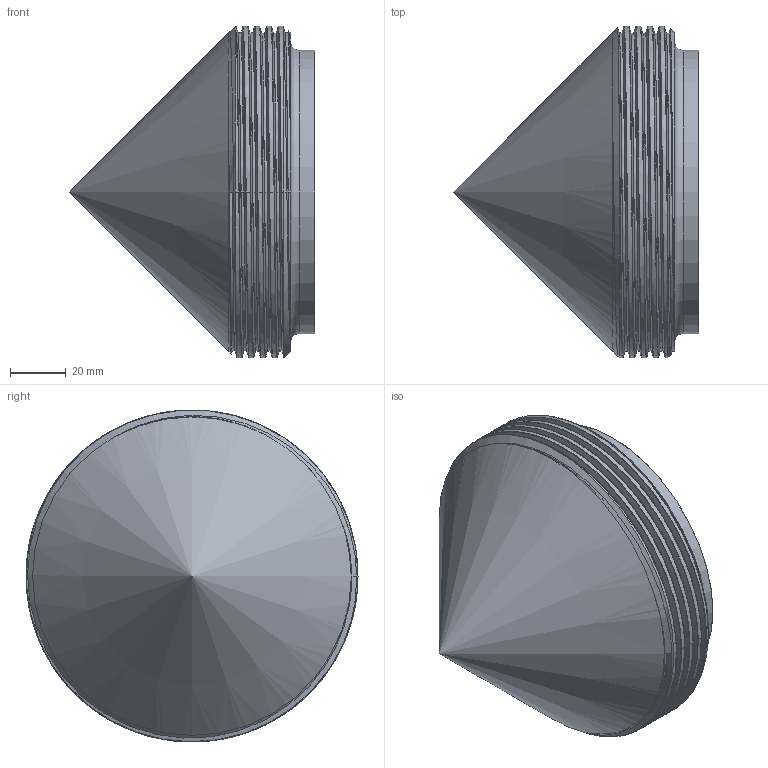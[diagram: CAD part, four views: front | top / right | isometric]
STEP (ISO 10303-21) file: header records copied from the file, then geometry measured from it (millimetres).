
FILE_DESCRIPTION(/* description */ (''),/* implementation_level */ '2;1');
FILE_NAME(/* name */ '15TRFJP-4.stp',/* time_stamp */ '2022-09-20T15:47:20-04:00',/* author */ ('stevend'),/* organization */ (''),/* preprocessor_version */ 'ST-DEVELOPER v18',/* originating_system */ 'Autodesk Inventor 2020',/* authorisation */ '');
FILE_SCHEMA (('AUTOMOTIVE_DESIGN { 1 0 10303 214 3 1 1 }'));
Length unit declared in the file: inch
Products named in the file (1): 15TRFJP-4
Bounding box: 88.07 x 118.95 x 118.94 mm (x, y, z)
Volume: 78129.6 mm3; surface area: 61626.6 mm2
Topology: 1 solids, 1 shells, 33 faces, 97 edges, 65 vertices
Faces by surface type: cylinder 15, cone 6, bspline 6, plane 3, torus 3
Full cylindrical faces by diameter (mm): 97.384 x1, 101.6 x1, 114.021 x5, 118.948 x4
Entity records: 8422 total; most frequent: CARTESIAN_POINT 7594, ORIENTED_EDGE 186, DIRECTION 133, EDGE_CURVE 93, VERTEX_POINT 63, AXIS2_PLACEMENT_3D 58, B_SPLINE_CURVE_WITH_KNOTS 46, EDGE_LOOP 36
